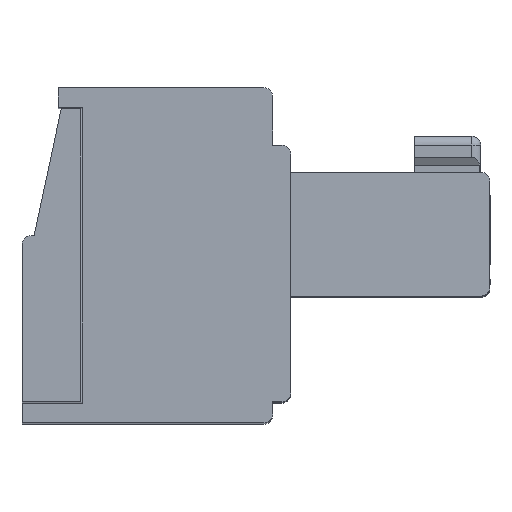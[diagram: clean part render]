
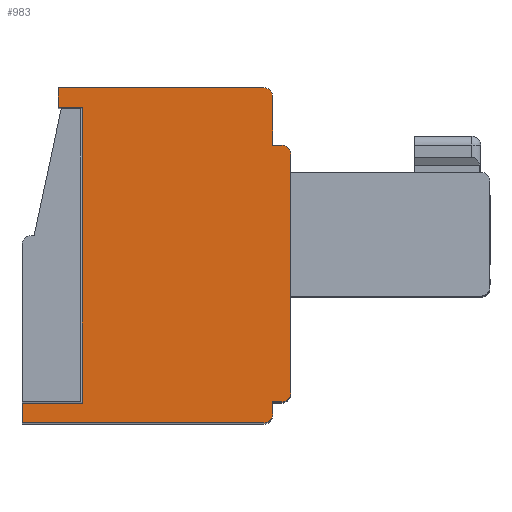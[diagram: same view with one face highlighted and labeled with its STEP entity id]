
A CAD part, top view. The second image highlights one B-rep face of the part: STEP entity #983.
In plain terms, the highlighted planar face has unit normal (0, 0, 1).
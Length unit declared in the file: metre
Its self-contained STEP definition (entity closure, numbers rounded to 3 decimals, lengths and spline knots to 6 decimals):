
#983=ADVANCED_FACE('',(#2286),#2287,.F.);
#2286=FACE_OUTER_BOUND('',#3904,.T.);
#2287=PLANE('',#3905);
#3904=EDGE_LOOP('',(#6898,#6899,#6900,#6901,#6902,#6903,#6904,#6905,#6906,#6907,#6908,#6909,#6910,#6911,#6912,#6913));
#3905=AXIS2_PLACEMENT_3D('',#6914,#6915,#6916);
#6898=ORIENTED_EDGE('',*,*,#9675,.F.);
#6899=ORIENTED_EDGE('',*,*,#9671,.T.);
#6900=ORIENTED_EDGE('',*,*,#9608,.T.);
#6901=ORIENTED_EDGE('',*,*,#9668,.T.);
#6902=ORIENTED_EDGE('',*,*,#9613,.T.);
#6903=ORIENTED_EDGE('',*,*,#9644,.T.);
#6904=ORIENTED_EDGE('',*,*,#10462,.T.);
#6905=ORIENTED_EDGE('',*,*,#10463,.T.);
#6906=ORIENTED_EDGE('',*,*,#10454,.F.);
#6907=ORIENTED_EDGE('',*,*,#10435,.T.);
#6908=ORIENTED_EDGE('',*,*,#10440,.T.);
#6909=ORIENTED_EDGE('',*,*,#9640,.T.);
#6910=ORIENTED_EDGE('',*,*,#10433,.T.);
#6911=ORIENTED_EDGE('',*,*,#9739,.T.);
#6912=ORIENTED_EDGE('',*,*,#9760,.T.);
#6913=ORIENTED_EDGE('',*,*,#9763,.T.);
#6914=CARTESIAN_POINT('',(0.013673,0.00851,0.018648));
#6915=DIRECTION('',(0.,0.,-1.0));
#6916=DIRECTION('',(0.0,-1.0,0.));
#9608=EDGE_CURVE('',#11555,#11552,#11556,.T.);
#9613=EDGE_CURVE('',#11564,#11561,#11565,.T.);
#9640=EDGE_CURVE('',#11617,#11615,#11618,.T.);
#9644=EDGE_CURVE('',#11561,#11623,#11625,.T.);
#9668=EDGE_CURVE('',#11552,#11564,#11667,.T.);
#9671=EDGE_CURVE('',#11670,#11555,#11671,.T.);
#9675=EDGE_CURVE('',#11670,#11676,#11677,.T.);
#9739=EDGE_CURVE('',#11798,#11795,#11799,.T.);
#9760=EDGE_CURVE('',#11795,#11836,#11838,.T.);
#9763=EDGE_CURVE('',#11836,#11676,#11841,.T.);
#10433=EDGE_CURVE('',#11615,#11798,#12885,.T.);
#10435=EDGE_CURVE('',#12887,#12888,#12889,.T.);
#10440=EDGE_CURVE('',#12888,#11617,#12896,.T.);
#10454=EDGE_CURVE('',#12887,#12914,#12915,.T.);
#10462=EDGE_CURVE('',#11623,#12927,#12928,.T.);
#10463=EDGE_CURVE('',#12927,#12914,#12929,.T.);
#11552=VERTEX_POINT('',#14356);
#11555=VERTEX_POINT('',#14360);
#11556=LINE('',#14361,#14362);
#11561=VERTEX_POINT('',#14369);
#11564=VERTEX_POINT('',#14373);
#11565=CIRCLE('',#14374,0.0003);
#11615=VERTEX_POINT('',#14447);
#11617=VERTEX_POINT('',#14450);
#11618=LINE('',#14451,#14452);
#11623=VERTEX_POINT('',#14459);
#11625=LINE('',#14462,#14463);
#11667=LINE('',#14519,#14520);
#11670=VERTEX_POINT('',#14524);
#11671=LINE('',#14525,#14526);
#11676=VERTEX_POINT('',#14533);
#11677=LINE('',#14534,#14535);
#11795=VERTEX_POINT('',#14707);
#11798=VERTEX_POINT('',#14711);
#11799=LINE('',#14712,#14713);
#11836=VERTEX_POINT('',#14760);
#11838=LINE('',#14763,#14764);
#11841=LINE('',#14768,#14769);
#12885=CIRCLE('',#16391,0.0003);
#12887=VERTEX_POINT('',#16393);
#12888=VERTEX_POINT('',#16394);
#12889=CIRCLE('',#16395,0.0003);
#12896=LINE('',#16404,#16405);
#12914=VERTEX_POINT('',#16430);
#12915=LINE('',#16431,#16432);
#12927=VERTEX_POINT('',#16449);
#12928=LINE('',#16450,#16451);
#12929=CIRCLE('',#16452,0.0003);
#14356=CARTESIAN_POINT('',(-0.001527,0.00051,0.018648));
#14360=CARTESIAN_POINT('',(-0.001527,0.00116,0.018648));
#14361=CARTESIAN_POINT('',(-0.001527,0.00851,0.018648));
#14362=VECTOR('',#17828,1.0);
#14369=CARTESIAN_POINT('',(0.006773,0.00081,0.018648));
#14373=CARTESIAN_POINT('',(0.006473,0.00051,0.018648));
#14374=AXIS2_PLACEMENT_3D('',#17832,#17833,#17834);
#14447=CARTESIAN_POINT('',(0.006773,0.01131,0.018648));
#14450=CARTESIAN_POINT('',(0.006773,0.00971,0.018648));
#14451=CARTESIAN_POINT('',(0.006773,0.00851,0.018648));
#14452=VECTOR('',#17862,1.0);
#14459=CARTESIAN_POINT('',(0.006773,0.00121,0.018648));
#14462=CARTESIAN_POINT('',(0.006773,0.00851,0.018648));
#14463=VECTOR('',#17866,1.0);
#14519=CARTESIAN_POINT('',(0.013673,0.00051,0.018648));
#14520=VECTOR('',#17902,1.0);
#14524=CARTESIAN_POINT('',(0.000473,0.00116,0.018648));
#14525=CARTESIAN_POINT('',(0.013673,0.00116,0.018648));
#14526=VECTOR('',#17904,1.0);
#14533=CARTESIAN_POINT('',(0.000473,0.01096,0.018648));
#14534=CARTESIAN_POINT('',(0.000473,0.00116,0.018648));
#14535=VECTOR('',#17907,1.0);
#14707=CARTESIAN_POINT('',(-0.000327,0.01161,0.018648));
#14711=CARTESIAN_POINT('',(0.006473,0.01161,0.018648));
#14712=CARTESIAN_POINT('',(0.013673,0.01161,0.018648));
#14713=VECTOR('',#17981,1.0);
#14760=CARTESIAN_POINT('',(-0.000327,0.01096,0.018648));
#14763=CARTESIAN_POINT('',(-0.000327,0.00851,0.018648));
#14764=VECTOR('',#18017,1.0);
#14768=CARTESIAN_POINT('',(0.013673,0.01096,0.018648));
#14769=VECTOR('',#18019,1.0);
#16391=AXIS2_PLACEMENT_3D('',#18748,#18749,#18750);
#16393=CARTESIAN_POINT('',(0.007373,0.00941,0.018648));
#16394=CARTESIAN_POINT('',(0.007073,0.00971,0.018648));
#16395=AXIS2_PLACEMENT_3D('',#18751,#18752,#18753);
#16404=CARTESIAN_POINT('',(0.006773,0.00971,0.018648));
#16405=VECTOR('',#18759,1.0);
#16430=CARTESIAN_POINT('',(0.007373,0.00151,0.018648));
#16431=CARTESIAN_POINT('',(0.007373,0.00941,0.018648));
#16432=VECTOR('',#18770,1.0);
#16449=CARTESIAN_POINT('',(0.007073,0.00121,0.018648));
#16450=CARTESIAN_POINT('',(0.013673,0.00121,0.018648));
#16451=VECTOR('',#18779,1.0);
#16452=AXIS2_PLACEMENT_3D('',#18780,#18781,#18782);
#17828=DIRECTION('',(0.,-1.0,0.));
#17832=CARTESIAN_POINT('',(0.006473,0.00081,0.018648));
#17833=DIRECTION('',(0.,0.,1.0));
#17834=DIRECTION('',(-1.0,0.,0.));
#17862=DIRECTION('',(0.,1.0,0.));
#17866=DIRECTION('',(0.,1.0,0.));
#17902=DIRECTION('',(1.0,0.,0.));
#17904=DIRECTION('',(-1.0,0.,0.));
#17907=DIRECTION('',(0.,1.0,0.0));
#17981=DIRECTION('',(-1.0,0.,0.));
#18017=DIRECTION('',(0.,-1.0,0.));
#18019=DIRECTION('',(1.0,0.,0.));
#18748=CARTESIAN_POINT('',(0.006473,0.01131,0.018648));
#18749=DIRECTION('',(0.,0.,1.0));
#18750=DIRECTION('',(-1.0,0.,0.));
#18751=CARTESIAN_POINT('',(0.007073,0.00941,0.018648));
#18752=DIRECTION('',(0.,0.,1.0));
#18753=DIRECTION('',(-1.0,0.0,0.));
#18759=DIRECTION('',(-1.0,0.,0.));
#18770=DIRECTION('',(0.,-1.0,0.0));
#18779=DIRECTION('',(1.0,0.,0.));
#18780=CARTESIAN_POINT('',(0.007073,0.00151,0.018648));
#18781=DIRECTION('',(0.,0.,1.0));
#18782=DIRECTION('',(-1.0,0.,0.));
